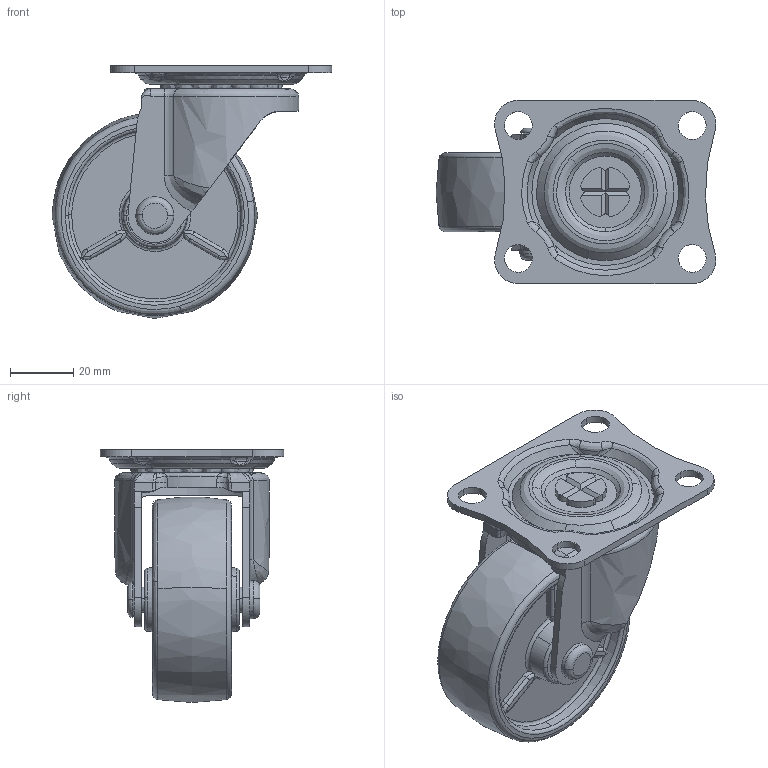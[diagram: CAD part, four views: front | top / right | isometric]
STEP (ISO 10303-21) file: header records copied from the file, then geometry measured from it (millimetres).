
FILE_DESCRIPTION((''),'2;1');
FILE_NAME('','2005-12-15T17:24:55',(''),(''),'','CADfix','');
FILE_SCHEMA(('AUTOMOTIVE_DESIGN'));
Length unit declared in the file: millimetre
Products named in the file (6): body; wheel; mounting plate; main shaft; axle; No_420_G_N65_5_31888_36
Assembly tree (5 placements, depth 2):
  No_420_G_N65_5_31888_36
    body
    wheel
    mounting plate
    main shaft
    axle
Bounding box: 88.5 x 58 x 80 mm (x, y, z)
Volume: 87940.8 mm3; surface area: 38064.8 mm2
Topology: 5 solids, 5 shells, 375 faces, 1084 edges, 743 vertices
Faces by surface type: bspline 375
Entity records: 19564 total; most frequent: CARTESIAN_POINT 13619, ORIENTED_EDGE 2160, EDGE_CURVE 1080, VERTEX_POINT 743, EDGE_LOOP 453, FACE_OUTER_BOUND 375, ADVANCED_FACE 375, QUASI_UNIFORM_CURVE 239
